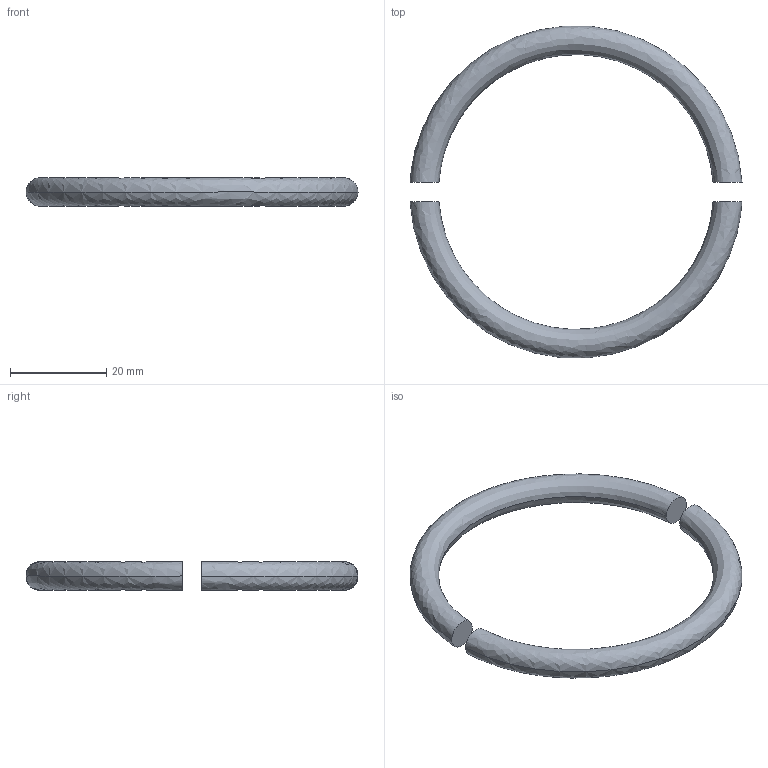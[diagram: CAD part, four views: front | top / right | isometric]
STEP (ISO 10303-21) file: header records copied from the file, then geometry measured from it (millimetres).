
FILE_DESCRIPTION(('CATIA V5 STEP Exchange'),'2;1');
FILE_NAME('RDAN111.63.stp','2017-05-17T21:22:45+00:00',('none'),('none'),'CATIA Version 5 Release 19 GA (IN-10)','CATIA V5 STEP AP203','none');
FILE_SCHEMA(('CONFIG_CONTROL_DESIGN'));
Length unit declared in the file: millimetre
Products named in the file (1): RDAN111.63
Bounding box: 68.88 x 68.86 x 6 mm (x, y, z)
Volume: 5369.8 mm3; surface area: 3693.2 mm2
Topology: 2 solids, 2 shells, 8 faces, 15 edges, 15 vertices
Faces by surface type: bspline 4, plane 4
Entity records: 549 total; most frequent: CARTESIAN_POINT 393, ORIENTED_EDGE 24, EDGE_CURVE 12, ADVANCED_FACE 8, B_SPLINE_CURVE_WITH_KNOTS 8, EDGE_LOOP 8, FACE_OUTER_BOUND 8, VERTEX_POINT 8
